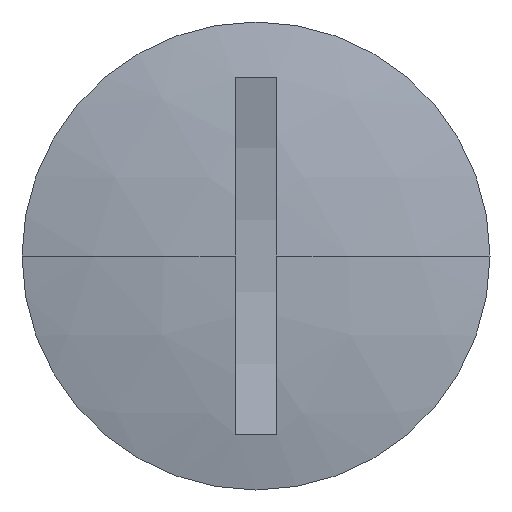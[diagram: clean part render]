
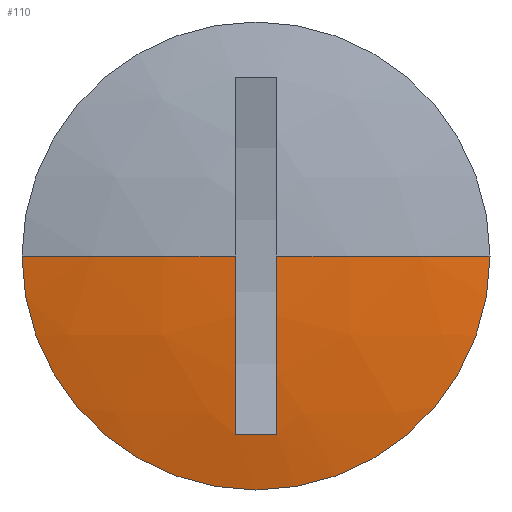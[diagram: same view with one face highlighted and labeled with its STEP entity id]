
A CAD part, left-side view. The second image highlights one B-rep face of the part: STEP entity #110.
In plain terms, the highlighted spherical face has radius 36.352 mm.
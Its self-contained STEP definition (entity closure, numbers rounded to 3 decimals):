
#2 = FACE_OUTER_BOUND ( 'NONE', #260, .T. ) ;
#6 = CIRCLE ( 'NONE', #243, 36.344 ) ;
#9 = CARTESIAN_POINT ( 'NONE',  ( 28.344, 0.75, 0. ) ) ;
#10 = DIRECTION ( 'NONE',  ( 0., -1., 0. ) ) ;
#11 = DIRECTION ( 'NONE',  ( 0., 0., 1. ) ) ;
#22 = CARTESIAN_POINT ( 'NONE',  ( -7.417, 0.75, -6.483 ) ) ;
#23 = CARTESIAN_POINT ( 'NONE',  ( -7.423, 0.25, -6.506 ) ) ;
#25 = CARTESIAN_POINT ( 'NONE',  ( -7.423, -0.25, -6.506 ) ) ;
#26 = CARTESIAN_POINT ( 'NONE',  ( -7.417, -0.75, -6.483 ) ) ;
#49 = VERTEX_POINT ( 'NONE', #344 ) ;
#62 = VERTEX_POINT ( 'NONE', #333 ) ;
#69 = ORIENTED_EDGE ( 'NONE', *, *, #371, .T. ) ;
#71 = CARTESIAN_POINT ( 'NONE',  ( 28.344, -0.75, 0. ) ) ;
#72 = DIRECTION ( 'NONE',  ( 0., -1., 0. ) ) ;
#73 = DIRECTION ( 'NONE',  ( 0., 0., 1. ) ) ;
#91 = ORIENTED_EDGE ( 'NONE', *, *, #358, .T. ) ;
#110 = ADVANCED_FACE ( 'NONE', ( #2 ), #270, .T. ) ;
#114 = EDGE_CURVE ( 'NONE', #49, #353, #386, .T. ) ;
#145 = CARTESIAN_POINT ( 'NONE',  ( -8., 0.75, 0. ) ) ;
#148 = ORIENTED_EDGE ( 'NONE', *, *, #232, .F. ) ;
#151 = CARTESIAN_POINT ( 'NONE',  ( -7., -8.5, 0. ) ) ;
#159 = CARTESIAN_POINT ( 'NONE',  ( -7.417, 0.75, -6.483 ) ) ;
#168 = CARTESIAN_POINT ( 'NONE',  ( -7., 0., 0. ) ) ;
#169 = DIRECTION ( 'NONE',  ( -1., 0., 0. ) ) ;
#172 = DIRECTION ( 'NONE',  ( 0., -1., 0. ) ) ;
#173 = DIRECTION ( 'NONE',  ( 0., 1., 0. ) ) ;
#175 = ORIENTED_EDGE ( 'NONE', *, *, #114, .F. ) ;
#193 = AXIS2_PLACEMENT_3D ( 'NONE', #71, #72, #73 ) ;
#197 = AXIS2_PLACEMENT_3D ( 'NONE', #383, #378, #367 ) ;
#217 = EDGE_CURVE ( 'NONE', #353, #376, #6, .T. ) ;
#225 = DIRECTION ( 'NONE',  ( 0., 0., -1. ) ) ;
#232 = EDGE_CURVE ( 'NONE', #376, #62, #307, .T. ) ;
#234 = CARTESIAN_POINT ( 'NONE',  ( -8., -0.75, 0. ) ) ;
#243 = AXIS2_PLACEMENT_3D ( 'NONE', #9, #10, #11 ) ;
#246 = ORIENTED_EDGE ( 'NONE', *, *, #304, .T. ) ;
#248 = CIRCLE ( 'NONE', #193, 36.344 ) ;
#254 = CARTESIAN_POINT ( 'NONE',  ( 28.344, 0., 0. ) ) ;
#260 = EDGE_LOOP ( 'NONE', ( #91, #69, #246, #148, #336, #175 ) ) ;
#270 = SPHERICAL_SURFACE ( 'NONE', #197, 36.351 ) ;
#281 = AXIS2_PLACEMENT_3D ( 'NONE', #396, #397, #398 ) ;
#287 = CIRCLE ( 'NONE', #319, 36.351 ) ;
#304 = EDGE_CURVE ( 'NONE', #418, #62, #248, .T. ) ;
#307 = B_SPLINE_CURVE_WITH_KNOTS ( 'NONE', 3,
 ( #22, #23, #25, #26 ),
 .UNSPECIFIED., .F., .F.,
 ( 4, 4 ),
 ( 0., 0.002 ),
 .UNSPECIFIED. ) ;
#319 = AXIS2_PLACEMENT_3D ( 'NONE', #254, #225, #173 ) ;
#333 = CARTESIAN_POINT ( 'NONE',  ( -7.417, -0.75, -6.483 ) ) ;
#336 = ORIENTED_EDGE ( 'NONE', *, *, #217, .F. ) ;
#344 = CARTESIAN_POINT ( 'NONE',  ( -7., 8.5, 0. ) ) ;
#353 = VERTEX_POINT ( 'NONE', #145 ) ;
#358 = EDGE_CURVE ( 'NONE', #49, #368, #404, .T. ) ;
#367 = DIRECTION ( 'NONE',  ( 0., 1., 0. ) ) ;
#368 = VERTEX_POINT ( 'NONE', #151 ) ;
#371 = EDGE_CURVE ( 'NONE', #368, #418, #287, .T. ) ;
#376 = VERTEX_POINT ( 'NONE', #159 ) ;
#378 = DIRECTION ( 'NONE',  ( 0., 0., -1. ) ) ;
#383 = CARTESIAN_POINT ( 'NONE',  ( 28.344, 0., 0. ) ) ;
#386 = CIRCLE ( 'NONE', #281, 36.351 ) ;
#396 = CARTESIAN_POINT ( 'NONE',  ( 28.344, 0., 0. ) ) ;
#397 = DIRECTION ( 'NONE',  ( 0., 0., 1. ) ) ;
#398 = DIRECTION ( 'NONE',  ( 1., 0., 0. ) ) ;
#404 = CIRCLE ( 'NONE', #420, 8.5 ) ;
#418 = VERTEX_POINT ( 'NONE', #234 ) ;
#420 = AXIS2_PLACEMENT_3D ( 'NONE', #168, #169, #172 ) ;
